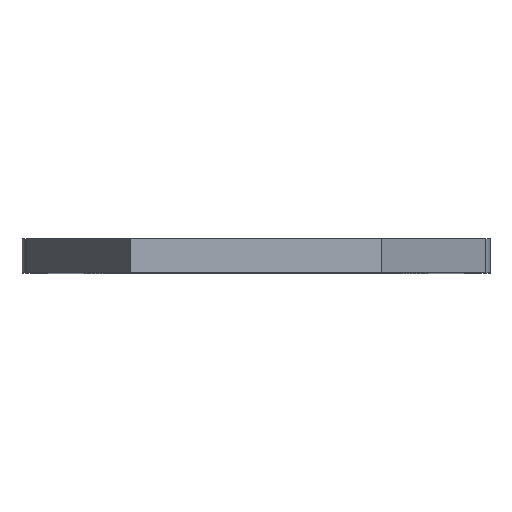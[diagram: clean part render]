
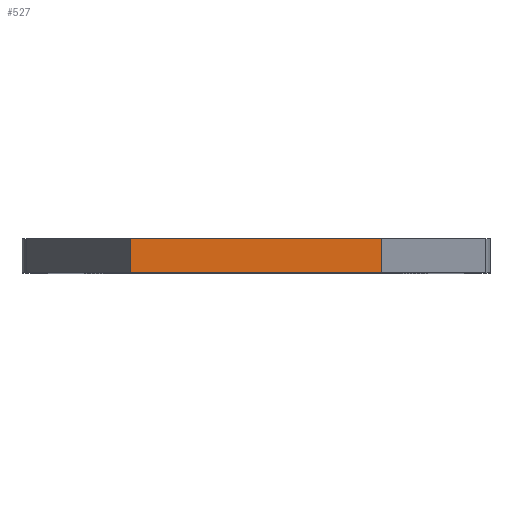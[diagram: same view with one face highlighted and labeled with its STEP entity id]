
A CAD part, top view. The second image highlights one B-rep face of the part: STEP entity #527.
In plain terms, the highlighted planar face has unit normal (0, 0, 1).
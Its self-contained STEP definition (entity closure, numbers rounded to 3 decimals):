
#6 = VECTOR ( 'NONE', #611, 1000. ) ;
#37 = PLANE ( 'NONE',  #165 ) ;
#40 = VECTOR ( 'NONE', #1388, 1000. ) ;
#125 = VERTEX_POINT ( 'NONE', #1427 ) ;
#165 = AXIS2_PLACEMENT_3D ( 'NONE', #414, #1474, #1494 ) ;
#182 = LINE ( 'NONE', #530, #40 ) ;
#254 = CARTESIAN_POINT ( 'NONE',  ( -11., 1.5, 0. ) ) ;
#264 = ORIENTED_EDGE ( 'NONE', *, *, #305, .F. ) ;
#265 = EDGE_CURVE ( 'NONE', #1097, #125, #1059, .T. ) ;
#305 = EDGE_CURVE ( 'NONE', #1071, #1097, #857, .T. ) ;
#414 = CARTESIAN_POINT ( 'NONE',  ( -11., 1.5, 0. ) ) ;
#437 = EDGE_CURVE ( 'NONE', #1071, #613, #1221, .T. ) ;
#527 = ADVANCED_FACE ( 'NONE', ( #538 ), #37, .F. ) ;
#530 = CARTESIAN_POINT ( 'NONE',  ( -11., -1.5, 0. ) ) ;
#538 = FACE_OUTER_BOUND ( 'NONE', #1342, .T. ) ;
#608 = CARTESIAN_POINT ( 'NONE',  ( 11., 1.5, 0. ) ) ;
#611 = DIRECTION ( 'NONE',  ( 1., 0., 0. ) ) ;
#613 = VERTEX_POINT ( 'NONE', #882 ) ;
#711 = DIRECTION ( 'NONE',  ( 0., -1., 0. ) ) ;
#746 = ORIENTED_EDGE ( 'NONE', *, *, #437, .T. ) ;
#857 = LINE ( 'NONE', #1094, #6 ) ;
#882 = CARTESIAN_POINT ( 'NONE',  ( -11., -1.5, 0. ) ) ;
#946 = CARTESIAN_POINT ( 'NONE',  ( 11., 1.5, 0. ) ) ;
#1059 = LINE ( 'NONE', #946, #1309 ) ;
#1071 = VERTEX_POINT ( 'NONE', #1450 ) ;
#1074 = ORIENTED_EDGE ( 'NONE', *, *, #265, .F. ) ;
#1094 = CARTESIAN_POINT ( 'NONE',  ( -11., 1.5, 0. ) ) ;
#1097 = VERTEX_POINT ( 'NONE', #608 ) ;
#1176 = ORIENTED_EDGE ( 'NONE', *, *, #1299, .T. ) ;
#1221 = LINE ( 'NONE', #254, #1505 ) ;
#1235 = DIRECTION ( 'NONE',  ( 0., -1., 0. ) ) ;
#1299 = EDGE_CURVE ( 'NONE', #613, #125, #182, .T. ) ;
#1309 = VECTOR ( 'NONE', #711, 1000. ) ;
#1342 = EDGE_LOOP ( 'NONE', ( #1176, #1074, #264, #746 ) ) ;
#1388 = DIRECTION ( 'NONE',  ( 1., 0., 0. ) ) ;
#1427 = CARTESIAN_POINT ( 'NONE',  ( 11., -1.5, 0. ) ) ;
#1450 = CARTESIAN_POINT ( 'NONE',  ( -11., 1.5, 0. ) ) ;
#1474 = DIRECTION ( 'NONE',  ( 0., 0., -1. ) ) ;
#1494 = DIRECTION ( 'NONE',  ( -1., 0., 0. ) ) ;
#1505 = VECTOR ( 'NONE', #1235, 1000. ) ;
